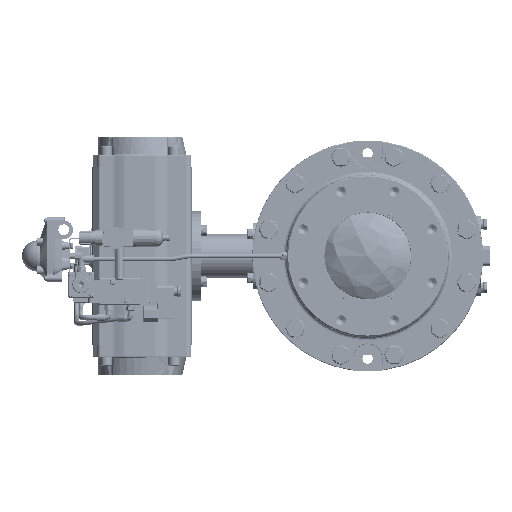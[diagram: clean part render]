
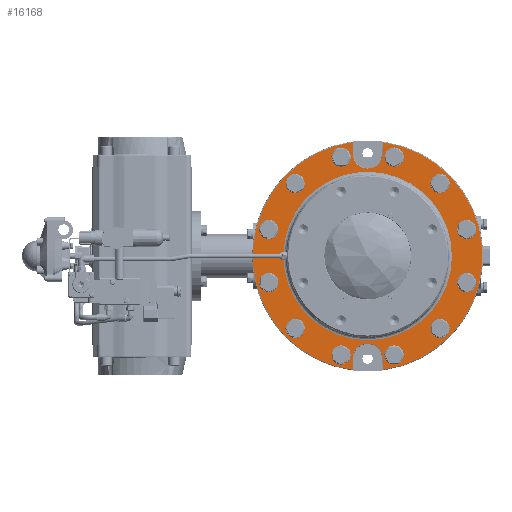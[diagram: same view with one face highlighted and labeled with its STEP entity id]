
A CAD part, left-side view. The second image highlights one B-rep face of the part: STEP entity #16168.
In plain terms, the highlighted planar face has unit normal (-1, 0, 0).
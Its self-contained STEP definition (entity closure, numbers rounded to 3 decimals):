
#13942=CARTESIAN_POINT('',(35.,146.0,0.));
#13943=VERTEX_POINT('',#13942);
#13944=CARTESIAN_POINT('',(35.,0.0,0.0));
#13945=DIRECTION('',(-1.0,0.0,0.0));
#13946=DIRECTION('',(0.0,-1.0,0.0));
#13947=AXIS2_PLACEMENT_3D('',#13944,#13945,#13946);
#13948=CIRCLE('',#13947,146.0);
#13949=EDGE_CURVE('',#13943,#13943,#13948,.T.);
#15600=CARTESIAN_POINT('',(35.,25.938,-197.302));
#15601=VERTEX_POINT('',#15600);
#15602=CARTESIAN_POINT('',(35.,25.938,197.302));
#15603=VERTEX_POINT('',#15602);
#15604=CARTESIAN_POINT('',(35.,0.0,0.0));
#15605=DIRECTION('',(1.0,0.0,0.0));
#15606=DIRECTION('',(0.0,1.0,0.0));
#15607=AXIS2_PLACEMENT_3D('',#15604,#15605,#15606);
#15608=CIRCLE('',#15607,199.);
#15609=EDGE_CURVE('',#15601,#15603,#15608,.T.);
#15664=CARTESIAN_POINT('',(35.,25.938,-175.705));
#15665=VERTEX_POINT('',#15664);
#15666=CARTESIAN_POINT('',(35.,25.938,-175.705));
#15667=DIRECTION('',(0.0,0.0,-1.0));
#15668=VECTOR('',#15667,21.598);
#15669=LINE('',#15666,#15668);
#15670=EDGE_CURVE('',#15665,#15601,#15669,.T.);
#15713=CARTESIAN_POINT('',(35.,25.938,175.705));
#15714=VERTEX_POINT('',#15713);
#15715=CARTESIAN_POINT('',(35.,25.938,197.302));
#15716=DIRECTION('',(0.0,0.0,-1.0));
#15717=VECTOR('',#15716,21.598);
#15718=LINE('',#15715,#15717);
#15719=EDGE_CURVE('',#15603,#15714,#15718,.T.);
#15754=CARTESIAN_POINT('',(35.,-25.938,175.705));
#15755=VERTEX_POINT('',#15754);
#15756=CARTESIAN_POINT('',(35.,0.0,177.5));
#15757=DIRECTION('',(-1.0,0.0,0.0));
#15758=DIRECTION('',(0.0,0.0,-1.0));
#15759=AXIS2_PLACEMENT_3D('',#15756,#15757,#15758);
#15760=CIRCLE('',#15759,26.0);
#15761=EDGE_CURVE('',#15714,#15755,#15760,.T.);
#15796=CARTESIAN_POINT('',(35.,-25.938,-197.302));
#15797=VERTEX_POINT('',#15796);
#15815=CARTESIAN_POINT('',(35.,-25.938,-175.705));
#15816=VERTEX_POINT('',#15815);
#15817=CARTESIAN_POINT('',(35.,-25.938,-197.302));
#15818=DIRECTION('',(0.0,0.0,1.0));
#15819=VECTOR('',#15818,21.598);
#15820=LINE('',#15817,#15819);
#15821=EDGE_CURVE('',#15797,#15816,#15820,.T.);
#15846=CARTESIAN_POINT('',(35.,-25.938,197.302));
#15847=VERTEX_POINT('',#15846);
#15848=CARTESIAN_POINT('',(35.,0.0,0.0));
#15849=DIRECTION('',(1.0,0.0,0.0));
#15850=DIRECTION('',(0.0,-1.0,0.0));
#15851=AXIS2_PLACEMENT_3D('',#15848,#15849,#15850);
#15852=CIRCLE('',#15851,199.);
#15853=EDGE_CURVE('',#15847,#15797,#15852,.T.);
#15890=CARTESIAN_POINT('',(35.,-25.938,175.705));
#15891=DIRECTION('',(0.0,0.0,1.0));
#15892=VECTOR('',#15891,21.598);
#15893=LINE('',#15890,#15892);
#15894=EDGE_CURVE('',#15755,#15847,#15893,.T.);
#15920=CARTESIAN_POINT('',(35.,0.0,-177.5));
#15921=DIRECTION('',(-1.0,0.0,0.0));
#15922=DIRECTION('',(0.0,0.0,1.0));
#15923=AXIS2_PLACEMENT_3D('',#15920,#15921,#15922);
#15924=CIRCLE('',#15923,26.0);
#15925=EDGE_CURVE('',#15816,#15665,#15924,.T.);
#16018=CARTESIAN_POINT('',(35.,170.0,0.0));
#16019=DIRECTION('',(-1.0,0.0,0.0));
#16020=DIRECTION('',(0.0,0.0,1.0));
#16021=AXIS2_PLACEMENT_3D('',#16018,#16019,#16020);
#16022=PLANE('',#16021);
#16023=ORIENTED_EDGE('',*,*,#15821,.F.);
#16024=ORIENTED_EDGE('',*,*,#15853,.F.);
#16025=ORIENTED_EDGE('',*,*,#15894,.F.);
#16026=ORIENTED_EDGE('',*,*,#15761,.F.);
#16027=ORIENTED_EDGE('',*,*,#15719,.F.);
#16028=ORIENTED_EDGE('',*,*,#15609,.F.);
#16029=ORIENTED_EDGE('',*,*,#15670,.F.);
#16030=ORIENTED_EDGE('',*,*,#15925,.F.);
#16031=EDGE_LOOP('',(#16023,#16024,#16025,#16026,#16027,#16028,#16029,#16030));
#16032=FACE_OUTER_BOUND('',#16031,.T.);
#16033=ORIENTED_EDGE('',*,*,#13949,.F.);
#16034=EDGE_LOOP('',(#16033));
#16035=FACE_BOUND('',#16034,.T.);
#16036=CARTESIAN_POINT('',(35.,171.452,57.44));
#16037=VERTEX_POINT('',#16036);
#16038=CARTESIAN_POINT('',(35.0,171.452,45.94));
#16039=DIRECTION('',(1.0,0.0,0.0));
#16040=DIRECTION('',(0.0,0.0,1.0));
#16041=AXIS2_PLACEMENT_3D('',#16038,#16039,#16040);
#16042=CIRCLE('',#16041,11.5);
#16043=EDGE_CURVE('',#16037,#16037,#16042,.T.);
#16044=ORIENTED_EDGE('',*,*,#16043,.T.);
#16045=EDGE_LOOP('',(#16044));
#16046=FACE_BOUND('',#16045,.T.);
#16047=CARTESIAN_POINT('',(35.,119.761,135.471));
#16048=VERTEX_POINT('',#16047);
#16049=CARTESIAN_POINT('',(35.0,125.511,125.511));
#16050=DIRECTION('',(1.0,0.0,0.0));
#16051=DIRECTION('',(0.0,-0.5,0.866));
#16052=AXIS2_PLACEMENT_3D('',#16049,#16050,#16051);
#16053=CIRCLE('',#16052,11.5);
#16054=EDGE_CURVE('',#16048,#16048,#16053,.T.);
#16055=ORIENTED_EDGE('',*,*,#16054,.T.);
#16056=EDGE_LOOP('',(#16055));
#16057=FACE_BOUND('',#16056,.T.);
#16058=CARTESIAN_POINT('',(35.,35.981,177.202));
#16059=VERTEX_POINT('',#16058);
#16060=CARTESIAN_POINT('',(35.0,45.94,171.452));
#16061=DIRECTION('',(1.0,0.0,0.0));
#16062=DIRECTION('',(0.0,-0.866,0.5));
#16063=AXIS2_PLACEMENT_3D('',#16060,#16061,#16062);
#16064=CIRCLE('',#16063,11.5);
#16065=EDGE_CURVE('',#16059,#16059,#16064,.T.);
#16066=ORIENTED_EDGE('',*,*,#16065,.T.);
#16067=EDGE_LOOP('',(#16066));
#16068=FACE_BOUND('',#16067,.T.);
#16069=CARTESIAN_POINT('',(35.,-57.44,171.452));
#16070=VERTEX_POINT('',#16069);
#16071=CARTESIAN_POINT('',(35.0,-45.94,171.452));
#16072=DIRECTION('',(1.0,0.0,0.0));
#16073=DIRECTION('',(0.0,-1.0,0.0));
#16074=AXIS2_PLACEMENT_3D('',#16071,#16072,#16073);
#16075=CIRCLE('',#16074,11.5);
#16076=EDGE_CURVE('',#16070,#16070,#16075,.T.);
#16077=ORIENTED_EDGE('',*,*,#16076,.T.);
#16078=EDGE_LOOP('',(#16077));
#16079=FACE_BOUND('',#16078,.T.);
#16080=CARTESIAN_POINT('',(35.,-135.471,119.761));
#16081=VERTEX_POINT('',#16080);
#16082=CARTESIAN_POINT('',(35.0,-125.511,125.511));
#16083=DIRECTION('',(1.,0.0,0.0));
#16084=DIRECTION('',(0.0,-0.866,-0.5));
#16085=AXIS2_PLACEMENT_3D('',#16082,#16083,#16084);
#16086=CIRCLE('',#16085,11.5);
#16087=EDGE_CURVE('',#16081,#16081,#16086,.T.);
#16088=ORIENTED_EDGE('',*,*,#16087,.T.);
#16089=EDGE_LOOP('',(#16088));
#16090=FACE_BOUND('',#16089,.T.);
#16091=CARTESIAN_POINT('',(35.,-177.202,35.981));
#16092=VERTEX_POINT('',#16091);
#16093=CARTESIAN_POINT('',(35.0,-171.452,45.94));
#16094=DIRECTION('',(1.0,0.0,0.0));
#16095=DIRECTION('',(0.0,-0.5,-0.866));
#16096=AXIS2_PLACEMENT_3D('',#16093,#16094,#16095);
#16097=CIRCLE('',#16096,11.5);
#16098=EDGE_CURVE('',#16092,#16092,#16097,.T.);
#16099=ORIENTED_EDGE('',*,*,#16098,.T.);
#16100=EDGE_LOOP('',(#16099));
#16101=FACE_BOUND('',#16100,.T.);
#16102=CARTESIAN_POINT('',(35.,-171.452,-57.44));
#16103=VERTEX_POINT('',#16102);
#16104=CARTESIAN_POINT('',(35.0,-171.452,-45.94));
#16105=DIRECTION('',(1.0,0.0,0.0));
#16106=DIRECTION('',(0.0,0.0,-1.0));
#16107=AXIS2_PLACEMENT_3D('',#16104,#16105,#16106);
#16108=CIRCLE('',#16107,11.5);
#16109=EDGE_CURVE('',#16103,#16103,#16108,.T.);
#16110=ORIENTED_EDGE('',*,*,#16109,.T.);
#16111=EDGE_LOOP('',(#16110));
#16112=FACE_BOUND('',#16111,.T.);
#16113=CARTESIAN_POINT('',(35.,-119.761,-135.471));
#16114=VERTEX_POINT('',#16113);
#16115=CARTESIAN_POINT('',(35.0,-125.511,-125.511));
#16116=DIRECTION('',(1.,0.0,0.0));
#16117=DIRECTION('',(0.0,0.5,-0.866));
#16118=AXIS2_PLACEMENT_3D('',#16115,#16116,#16117);
#16119=CIRCLE('',#16118,11.5);
#16120=EDGE_CURVE('',#16114,#16114,#16119,.T.);
#16121=ORIENTED_EDGE('',*,*,#16120,.T.);
#16122=EDGE_LOOP('',(#16121));
#16123=FACE_BOUND('',#16122,.T.);
#16124=CARTESIAN_POINT('',(35.,-35.981,-177.202));
#16125=VERTEX_POINT('',#16124);
#16126=CARTESIAN_POINT('',(35.0,-45.94,-171.452));
#16127=DIRECTION('',(1.0,0.0,0.0));
#16128=DIRECTION('',(0.0,0.866,-0.5));
#16129=AXIS2_PLACEMENT_3D('',#16126,#16127,#16128);
#16130=CIRCLE('',#16129,11.5);
#16131=EDGE_CURVE('',#16125,#16125,#16130,.T.);
#16132=ORIENTED_EDGE('',*,*,#16131,.T.);
#16133=EDGE_LOOP('',(#16132));
#16134=FACE_BOUND('',#16133,.T.);
#16135=CARTESIAN_POINT('',(35.,57.44,-171.452));
#16136=VERTEX_POINT('',#16135);
#16137=CARTESIAN_POINT('',(35.0,45.94,-171.452));
#16138=DIRECTION('',(1.0,0.0,0.0));
#16139=DIRECTION('',(0.0,1.0,0.0));
#16140=AXIS2_PLACEMENT_3D('',#16137,#16138,#16139);
#16141=CIRCLE('',#16140,11.5);
#16142=EDGE_CURVE('',#16136,#16136,#16141,.T.);
#16143=ORIENTED_EDGE('',*,*,#16142,.T.);
#16144=EDGE_LOOP('',(#16143));
#16145=FACE_BOUND('',#16144,.T.);
#16146=CARTESIAN_POINT('',(35.,135.471,-119.761));
#16147=VERTEX_POINT('',#16146);
#16148=CARTESIAN_POINT('',(35.0,125.511,-125.511));
#16149=DIRECTION('',(1.0,0.0,0.0));
#16150=DIRECTION('',(0.0,0.866,0.5));
#16151=AXIS2_PLACEMENT_3D('',#16148,#16149,#16150);
#16152=CIRCLE('',#16151,11.5);
#16153=EDGE_CURVE('',#16147,#16147,#16152,.T.);
#16154=ORIENTED_EDGE('',*,*,#16153,.T.);
#16155=EDGE_LOOP('',(#16154));
#16156=FACE_BOUND('',#16155,.T.);
#16157=CARTESIAN_POINT('',(35.,177.202,-35.981));
#16158=VERTEX_POINT('',#16157);
#16159=CARTESIAN_POINT('',(35.0,171.452,-45.94));
#16160=DIRECTION('',(1.0,0.0,0.0));
#16161=DIRECTION('',(0.0,0.5,0.866));
#16162=AXIS2_PLACEMENT_3D('',#16159,#16160,#16161);
#16163=CIRCLE('',#16162,11.5);
#16164=EDGE_CURVE('',#16158,#16158,#16163,.T.);
#16165=ORIENTED_EDGE('',*,*,#16164,.T.);
#16166=EDGE_LOOP('',(#16165));
#16167=FACE_BOUND('',#16166,.T.);
#16168=ADVANCED_FACE('',(#16032,#16035,#16046,#16057,#16068,#16079,#16090,#16101,#16112,#16123,#16134,#16145,#16156,#16167),#16022,.T.);
